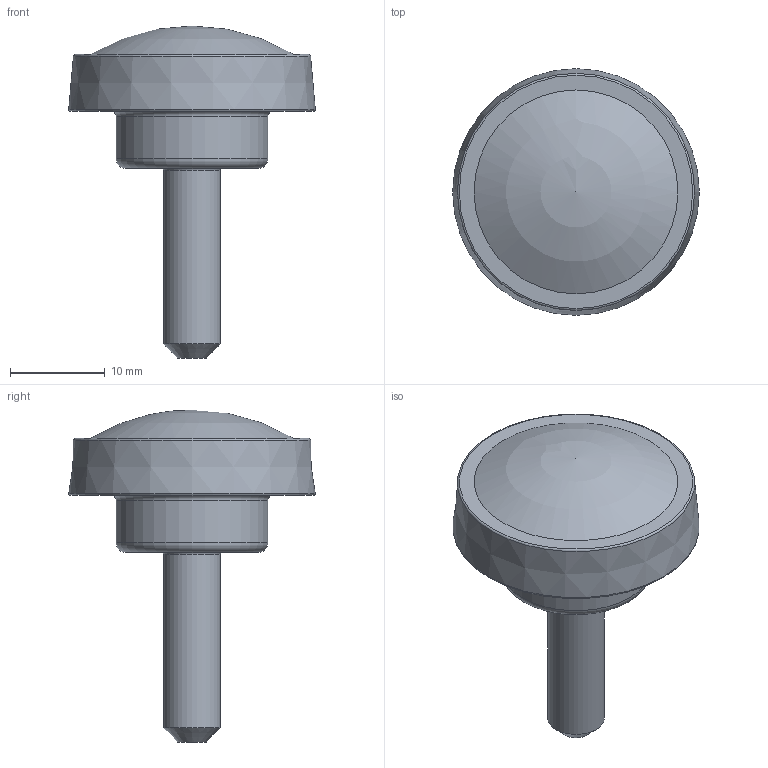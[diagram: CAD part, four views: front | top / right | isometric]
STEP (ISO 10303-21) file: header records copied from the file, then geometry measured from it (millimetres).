
FILE_DESCRIPTION( ( 'Unknown' ), '1' );
FILE_NAME( '6338033_ZP26_M06x20.stp', 'Unknown', ( 'Unknown' ), ( 'Unknown' ), 'PSStep 11.0', 'Unknown', ' ' );
FILE_SCHEMA( ( 'AUTOMOTIVE_DESIGN { 1 0 10303 214 1 1 1 1 }' ) );
Length unit declared in the file: millimetre
Products named in the file (1): 6338033
Bounding box: 26 x 26 x 35 mm (x, y, z)
Volume: 5355.7 mm3; surface area: 2214.6 mm2
Topology: 1 solids, 2 shells, 17 faces, 31 edges, 19 vertices
Faces by surface type: plane 5, torus 5, cylinder 3, cone 3, sphere 1
Full cylindrical faces by diameter (mm): 6 x2, 16 x1
Entity records: 488 total; most frequent: DIRECTION 68, CARTESIAN_POINT 50, AXIS2_PLACEMENT_3D 34, EDGE_LOOP 32, ORIENTED_EDGE 32, FACE_OUTER_BOUND 25, STYLED_ITEM 17, PRESENTATION_STYLE_ASSIGNMENT 17
